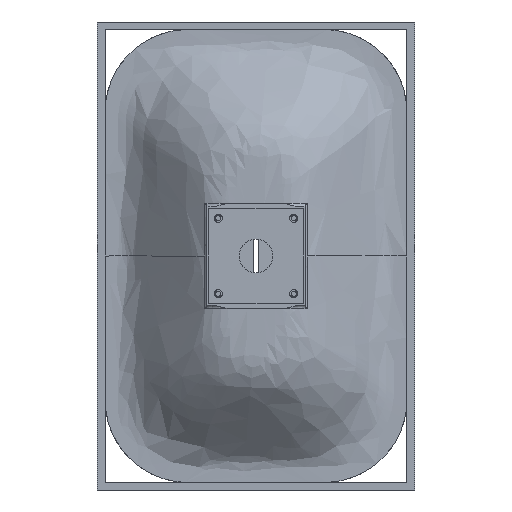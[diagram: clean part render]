
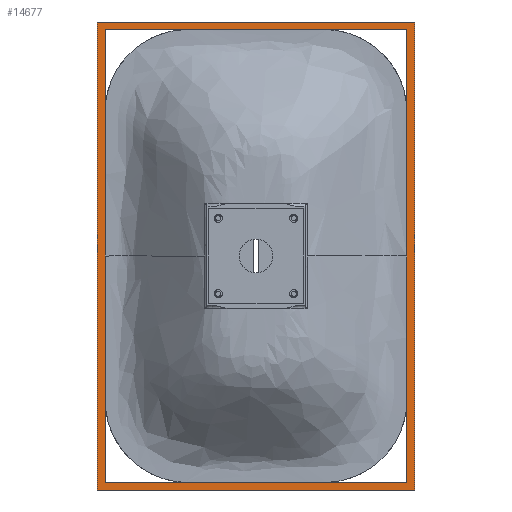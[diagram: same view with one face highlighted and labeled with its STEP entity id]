
A CAD part, front view. The second image highlights one B-rep face of the part: STEP entity #14677.
In plain terms, the highlighted planar face has unit normal (0, -1, 0).
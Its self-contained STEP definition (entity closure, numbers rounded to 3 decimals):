
#220 = LINE ( 'NONE', #15187, #672 ) ;
#546 = DIRECTION ( 'NONE',  ( 0., 0., -1. ) ) ;
#661 = EDGE_CURVE ( 'NONE', #1269, #18023, #220, .T. ) ;
#672 = VECTOR ( 'NONE', #13265, 1000. ) ;
#736 = EDGE_LOOP ( 'NONE', ( #16956, #2248, #2374, #15383 ) ) ;
#1207 = EDGE_CURVE ( 'NONE', #1397, #17806, #6161, .T. ) ;
#1269 = VERTEX_POINT ( 'NONE', #3603 ) ;
#1397 = VERTEX_POINT ( 'NONE', #13110 ) ;
#1407 = VECTOR ( 'NONE', #16331, 1000. ) ;
#1461 = FACE_BOUND ( 'NONE', #736, .T. ) ;
#1467 = CARTESIAN_POINT ( 'NONE',  ( 210., 110., 310. ) ) ;
#1667 = DIRECTION ( 'NONE',  ( 1., 0., 0. ) ) ;
#1901 = CARTESIAN_POINT ( 'NONE',  ( 200., 110., -300. ) ) ;
#1972 = CARTESIAN_POINT ( 'NONE',  ( 210., 110., -310. ) ) ;
#1982 = CARTESIAN_POINT ( 'NONE',  ( 210., 110., -310. ) ) ;
#2042 = CARTESIAN_POINT ( 'NONE',  ( -200., 110., -300. ) ) ;
#2176 = DIRECTION ( 'NONE',  ( -1., 0., 0. ) ) ;
#2248 = ORIENTED_EDGE ( 'NONE', *, *, #661, .T. ) ;
#2374 = ORIENTED_EDGE ( 'NONE', *, *, #18326, .T. ) ;
#2763 = DIRECTION ( 'NONE',  ( 1., 0., 0. ) ) ;
#2782 = CARTESIAN_POINT ( 'NONE',  ( 200., 110., 300. ) ) ;
#2798 = ORIENTED_EDGE ( 'NONE', *, *, #13849, .F. ) ;
#3603 = CARTESIAN_POINT ( 'NONE',  ( 200., 110., -300. ) ) ;
#4809 = VERTEX_POINT ( 'NONE', #17811 ) ;
#5476 = VECTOR ( 'NONE', #1667, 1000. ) ;
#5857 = ORIENTED_EDGE ( 'NONE', *, *, #1207, .F. ) ;
#6161 = LINE ( 'NONE', #13451, #8777 ) ;
#6248 = VERTEX_POINT ( 'NONE', #8753 ) ;
#7597 = EDGE_CURVE ( 'NONE', #6248, #4809, #16665, .T. ) ;
#7610 = VECTOR ( 'NONE', #546, 1000. ) ;
#8226 = VERTEX_POINT ( 'NONE', #1972 ) ;
#8276 = VECTOR ( 'NONE', #2176, 1000. ) ;
#8344 = ORIENTED_EDGE ( 'NONE', *, *, #13614, .F. ) ;
#8364 = EDGE_LOOP ( 'NONE', ( #10309, #8344, #5857, #2798 ) ) ;
#8697 = LINE ( 'NONE', #16287, #1407 ) ;
#8753 = CARTESIAN_POINT ( 'NONE',  ( -200., 110., 300. ) ) ;
#8777 = VECTOR ( 'NONE', #15678, 1000. ) ;
#9042 = VERTEX_POINT ( 'NONE', #12159 ) ;
#10309 = ORIENTED_EDGE ( 'NONE', *, *, #14563, .F. ) ;
#10964 = LINE ( 'NONE', #1901, #7610 ) ;
#10999 = VECTOR ( 'NONE', #13407, 1000. ) ;
#11217 = LINE ( 'NONE', #12175, #10999 ) ;
#11949 = AXIS2_PLACEMENT_3D ( 'NONE', #17823, #17851, #17873 ) ;
#12159 = CARTESIAN_POINT ( 'NONE',  ( 210., 110., 310. ) ) ;
#12175 = CARTESIAN_POINT ( 'NONE',  ( 210., 110., -310. ) ) ;
#12204 = FACE_OUTER_BOUND ( 'NONE', #8364, .T. ) ;
#13110 = CARTESIAN_POINT ( 'NONE',  ( -210., 110., -310. ) ) ;
#13265 = DIRECTION ( 'NONE',  ( -1., 0., 0. ) ) ;
#13360 = CARTESIAN_POINT ( 'NONE',  ( -210., 110., 310. ) ) ;
#13407 = DIRECTION ( 'NONE',  ( 0., 0., -1. ) ) ;
#13451 = CARTESIAN_POINT ( 'NONE',  ( -210., 110., -310. ) ) ;
#13614 = EDGE_CURVE ( 'NONE', #17806, #9042, #15085, .T. ) ;
#13849 = EDGE_CURVE ( 'NONE', #8226, #1397, #15292, .T. ) ;
#14563 = EDGE_CURVE ( 'NONE', #9042, #8226, #11217, .T. ) ;
#14677 = ADVANCED_FACE ( 'NONE', ( #1461, #12204 ), #17703, .T. ) ;
#15085 = LINE ( 'NONE', #1467, #5476 ) ;
#15187 = CARTESIAN_POINT ( 'NONE',  ( 200., 110., -300. ) ) ;
#15292 = LINE ( 'NONE', #1982, #8276 ) ;
#15383 = ORIENTED_EDGE ( 'NONE', *, *, #7597, .T. ) ;
#15678 = DIRECTION ( 'NONE',  ( 0., 0., 1. ) ) ;
#16287 = CARTESIAN_POINT ( 'NONE',  ( -200., 110., -300. ) ) ;
#16331 = DIRECTION ( 'NONE',  ( 0., 0., 1. ) ) ;
#16413 = VECTOR ( 'NONE', #2763, 1000. ) ;
#16618 = EDGE_CURVE ( 'NONE', #4809, #1269, #10964, .T. ) ;
#16665 = LINE ( 'NONE', #2782, #16413 ) ;
#16956 = ORIENTED_EDGE ( 'NONE', *, *, #16618, .T. ) ;
#17703 = PLANE ( 'NONE',  #11949 ) ;
#17806 = VERTEX_POINT ( 'NONE', #13360 ) ;
#17811 = CARTESIAN_POINT ( 'NONE',  ( 200., 110., 300. ) ) ;
#17823 = CARTESIAN_POINT ( 'NONE',  ( 0., 110., 0. ) ) ;
#17851 = DIRECTION ( 'NONE',  ( 0., -1., 0. ) ) ;
#17873 = DIRECTION ( 'NONE',  ( 0., 0., -1. ) ) ;
#18023 = VERTEX_POINT ( 'NONE', #2042 ) ;
#18326 = EDGE_CURVE ( 'NONE', #18023, #6248, #8697, .T. ) ;
